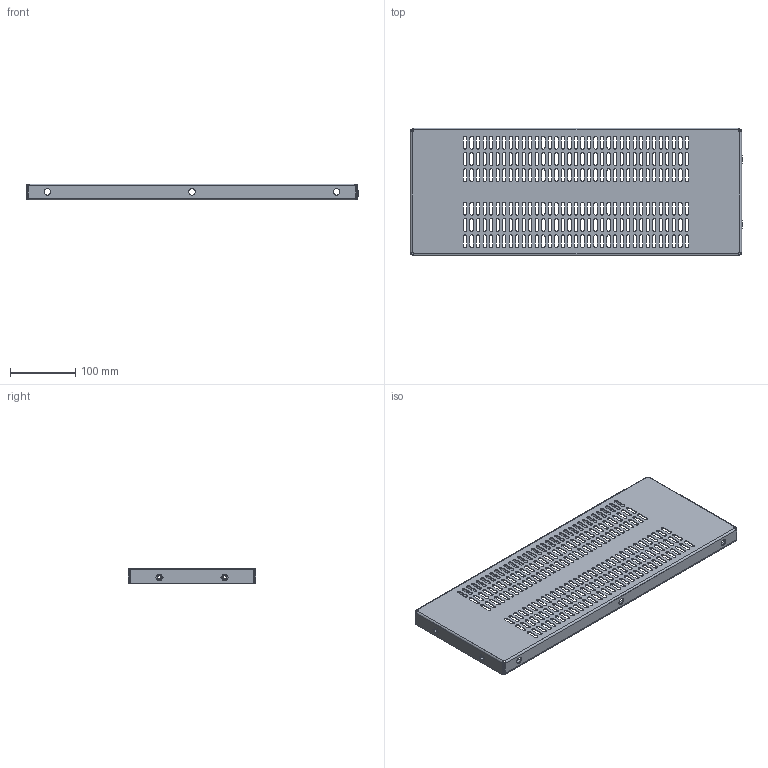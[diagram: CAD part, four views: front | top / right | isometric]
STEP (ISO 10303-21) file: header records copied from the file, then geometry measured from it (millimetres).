
FILE_DESCRIPTION (( 'STEP AP214' ), '1' );
FILE_NAME ('711.171.STEP', '2025-04-28T03:34:59', ( '' ), ( '' ), 'SwSTEP 2.0', 'SolidWorks 2021', '' );
FILE_SCHEMA (( 'AUTOMOTIVE_DESIGN' ));
Length unit declared in the file: millimetre
Products named in the file (3): 711.171; 711.171 眈翴錪; Çàêëåïêà ðåçüáîâàÿ Ì6 øåñòèãðàííàÿ ñ óìåíüøåííûì áîðòîì
Assembly tree (5 placements, depth 2):
  711.171
    711.171 眈翴錪
    Çàêëåïêà ðåçüáîâàÿ Ì6 øåñòèãðàííàÿ ñ óìåíüøåííûì áîðòîì  x4
Bounding box: 508.8 x 196 x 24.5 mm (x, y, z)
Volume: 180938.5 mm3; surface area: 258570.8 mm2
Topology: 5 solids, 5 shells, 1042 faces, 3004 edges, 1976 vertices
Faces by surface type: plane 546, cylinder 464, cone 24, bspline 8
Entity records: 33618 total; most frequent: CARTESIAN_POINT 6147, ORIENTED_EDGE 5660, DIRECTION 5634, EDGE_CURVE 2830, VECTOR 1884, LINE 1884, AXIS2_PLACEMENT_3D 1875, VERTEX_POINT 1868
